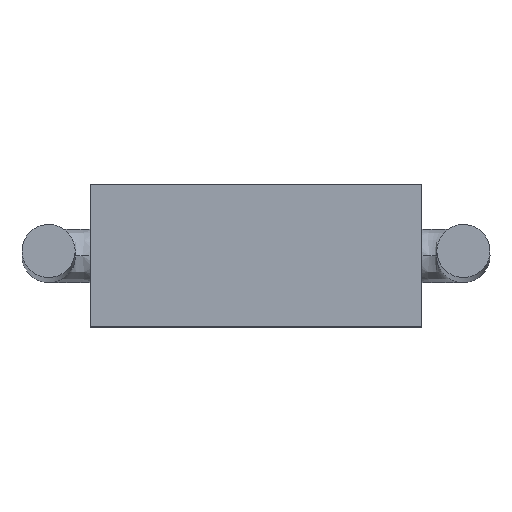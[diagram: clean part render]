
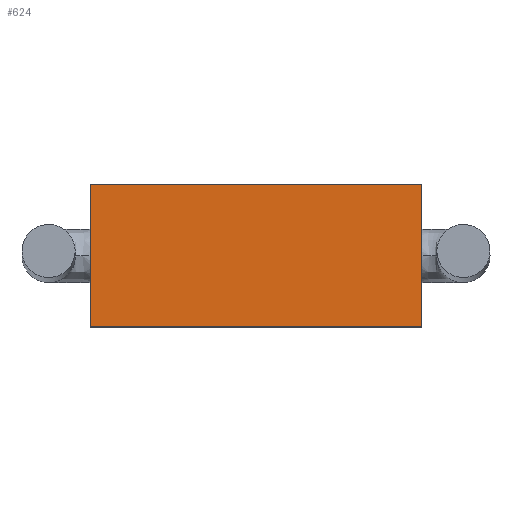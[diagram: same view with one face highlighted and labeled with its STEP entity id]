
A CAD part, top view. The second image highlights one B-rep face of the part: STEP entity #624.
In plain terms, the highlighted planar face has unit normal (0, 0, 1).
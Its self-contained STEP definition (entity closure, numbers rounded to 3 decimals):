
#7 = EDGE_LOOP ( 'NONE', ( #12, #21, #298, #1054 ) ) ;
#12 = ORIENTED_EDGE ( 'NONE', *, *, #1118, .T. ) ;
#21 = ORIENTED_EDGE ( 'NONE', *, *, #63, .F. ) ;
#55 = LINE ( 'NONE', #273, #289 ) ;
#57 = LINE ( 'NONE', #1151, #574 ) ;
#63 = EDGE_CURVE ( 'NONE', #86, #816, #640, .T. ) ;
#72 = DIRECTION ( 'NONE',  ( 1., 0., 0. ) ) ;
#86 = VERTEX_POINT ( 'NONE', #902 ) ;
#88 = DIRECTION ( 'NONE',  ( 0., -1., 0. ) ) ;
#98 = VERTEX_POINT ( 'NONE', #699 ) ;
#104 = VERTEX_POINT ( 'NONE', #317 ) ;
#156 = LINE ( 'NONE', #1159, #412 ) ;
#159 = VECTOR ( 'NONE', #704, 1000. ) ;
#166 = DIRECTION ( 'NONE',  ( 0., 0., -1. ) ) ;
#259 = EDGE_CURVE ( 'NONE', #98, #86, #55, .T. ) ;
#273 = CARTESIAN_POINT ( 'NONE',  ( -3.5, 3., 3.5 ) ) ;
#289 = VECTOR ( 'NONE', #72, 1000. ) ;
#298 = ORIENTED_EDGE ( 'NONE', *, *, #259, .F. ) ;
#317 = CARTESIAN_POINT ( 'NONE',  ( -3.5, 0., 3.5 ) ) ;
#383 = DIRECTION ( 'NONE',  ( 1., 0., 0. ) ) ;
#401 = FACE_OUTER_BOUND ( 'NONE', #7, .T. ) ;
#412 = VECTOR ( 'NONE', #383, 1000. ) ;
#414 = AXIS2_PLACEMENT_3D ( 'NONE', #750, #166, #847 ) ;
#574 = VECTOR ( 'NONE', #88, 1000. ) ;
#624 = ADVANCED_FACE ( 'NONE', ( #401 ), #643, .F. ) ;
#640 = LINE ( 'NONE', #792, #159 ) ;
#643 = PLANE ( 'NONE',  #414 ) ;
#668 = EDGE_CURVE ( 'NONE', #98, #104, #57, .T. ) ;
#699 = CARTESIAN_POINT ( 'NONE',  ( -3.5, 3., 3.5 ) ) ;
#704 = DIRECTION ( 'NONE',  ( 0., -1., 0. ) ) ;
#750 = CARTESIAN_POINT ( 'NONE',  ( -3.5, 3., 3.5 ) ) ;
#792 = CARTESIAN_POINT ( 'NONE',  ( 3.5, 3., 3.5 ) ) ;
#816 = VERTEX_POINT ( 'NONE', #872 ) ;
#847 = DIRECTION ( 'NONE',  ( -1., 0., 0. ) ) ;
#872 = CARTESIAN_POINT ( 'NONE',  ( 3.5, 0., 3.5 ) ) ;
#902 = CARTESIAN_POINT ( 'NONE',  ( 3.5, 3., 3.5 ) ) ;
#1054 = ORIENTED_EDGE ( 'NONE', *, *, #668, .T. ) ;
#1118 = EDGE_CURVE ( 'NONE', #104, #816, #156, .T. ) ;
#1151 = CARTESIAN_POINT ( 'NONE',  ( -3.5, 3., 3.5 ) ) ;
#1159 = CARTESIAN_POINT ( 'NONE',  ( -3.5, 0., 3.5 ) ) ;
